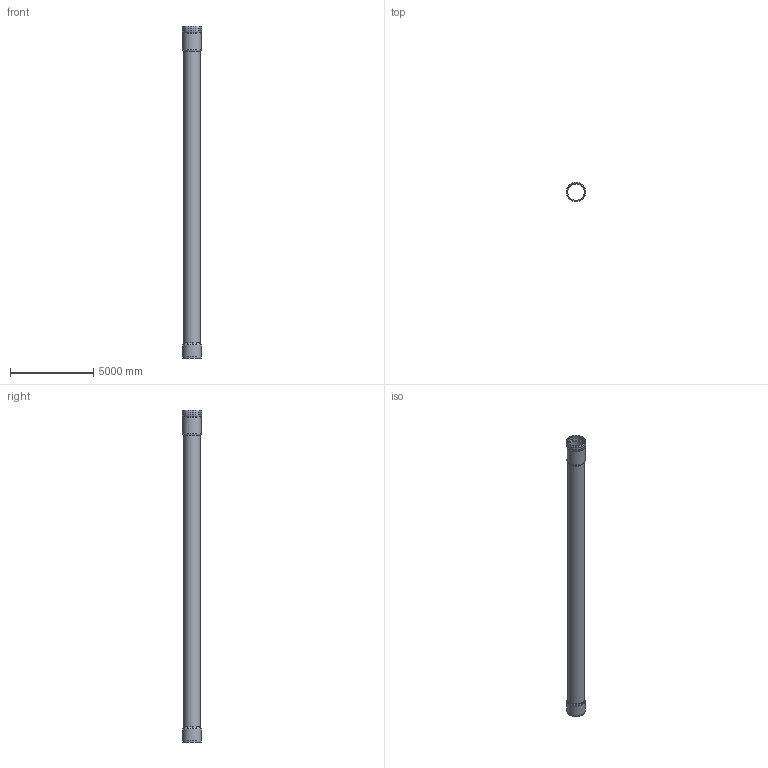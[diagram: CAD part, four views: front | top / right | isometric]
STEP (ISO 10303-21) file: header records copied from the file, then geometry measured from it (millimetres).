
FILE_DESCRIPTION(/* description */ (''),/* implementation_level */ '2;1');
FILE_NAME(/* name */ '05556.100X_3D.stp',/* time_stamp */ '2024-12-11T14:17:03+01:00',/* author */ ('CAD'),/* organization */ (''),/* preprocessor_version */ 'ST-DEVELOPER v20',/* originating_system */ 'AutoCAD Mechanical',/* authorisation */ '');
FILE_SCHEMA (('AUTOMOTIVE_DESIGN { 1 0 10303 214 3 1 1 }'));
Length unit declared in the file: centimetre
Products named in the file (2): Product; *S0
Assembly tree (1 placements, depth 2):
  Product
    *S0
Bounding box: 1170 x 1170 x 20000 mm (x, y, z)
Volume: 957704650.3 mm3; surface area: 127796236.8 mm2
Topology: 1 solids, 1 shells, 30 faces, 79 edges, 50 vertices
Faces by surface type: torus 14, cylinder 8, cone 7, plane 1
Full cylindrical faces by diameter (mm): 990 x1, 1020 x1, 1060 x1, 1070 x1, 1090 x1, 1100 x1, 1140 x1, 1170 x1
Entity records: 1010 total; most frequent: DIRECTION 209, CARTESIAN_POINT 162, ORIENTED_EDGE 158, AXIS2_PLACEMENT_3D 97, EDGE_CURVE 79, CIRCLE 64, VERTEX_POINT 50, EDGE_LOOP 31
